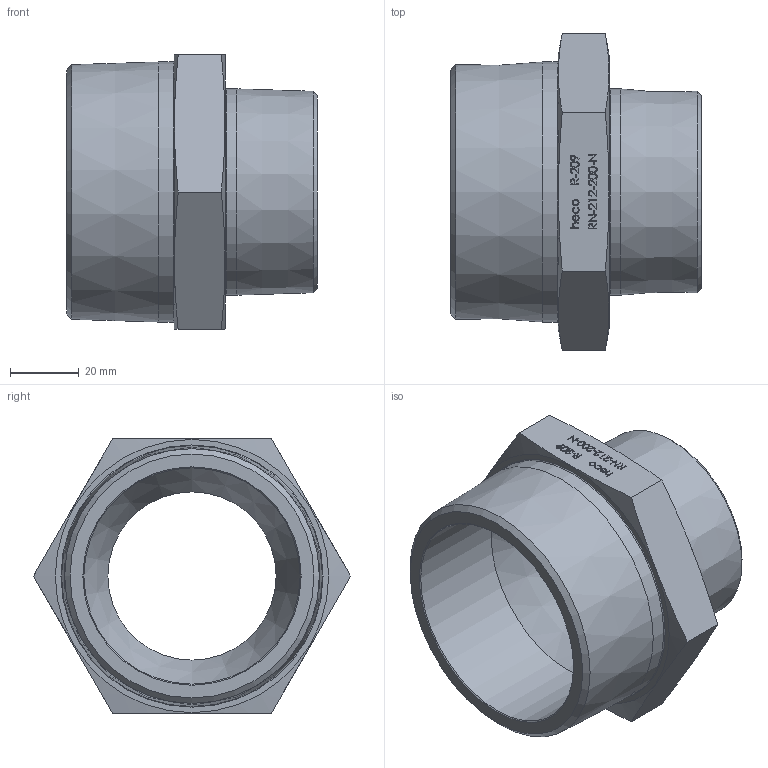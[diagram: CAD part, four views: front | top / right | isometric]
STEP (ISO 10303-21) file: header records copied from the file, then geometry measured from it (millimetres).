
FILE_DESCRIPTION (( 'STEP AP214' ), '1' );
FILE_NAME ('heco RN-212-200-N R-209 2011.STEP', '2020-11-05T14:53:29', ( '' ), ( '' ), 'SwSTEP 2.0', 'SolidWorks 2019', '' );
FILE_SCHEMA (( 'AUTOMOTIVE_DESIGN' ));
Length unit declared in the file: millimetre
Products named in the file (1): heco RN-212-200-N R-209 2011
Bounding box: 73 x 92.38 x 80.01 mm (x, y, z)
Volume: 111931.3 mm3; surface area: 34743.7 mm2
Topology: 1 solids, 1 shells, 263 faces, 684 edges, 454 vertices
Faces by surface type: plane 143, bspline 105, cone 9, cylinder 4, torus 2
Full cylindrical faces by diameter (mm): 49 x1, 60.083 x1, 63 x1, 75.759 x1
Entity records: 16829 total; most frequent: CARTESIAN_POINT 8636, ORIENTED_EDGE 1326, DIRECTION 777, EDGE_CURVE 663, VERTEX_POINT 448, LINE 423, VECTOR 423, EDGE_LOOP 311
